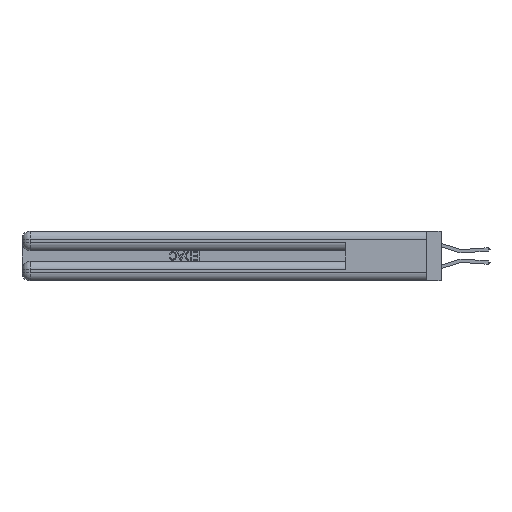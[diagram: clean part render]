
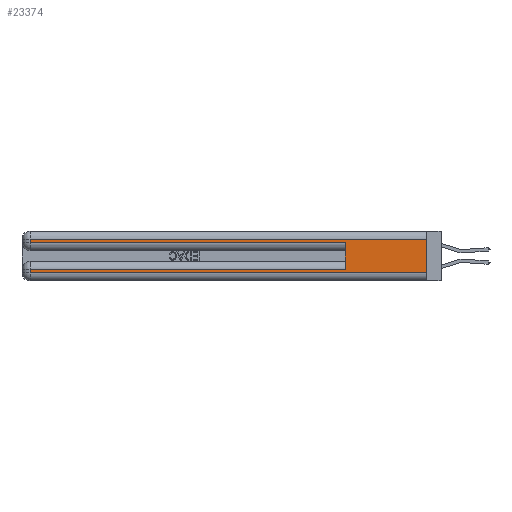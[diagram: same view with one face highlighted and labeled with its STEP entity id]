
A CAD part, left-side view. The second image highlights one B-rep face of the part: STEP entity #23374.
In plain terms, the highlighted planar face has unit normal (-1, 0, 0).
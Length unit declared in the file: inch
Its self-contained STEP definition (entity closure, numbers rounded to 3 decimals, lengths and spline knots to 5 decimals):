
#1080 = CARTESIAN_POINT ( 'NONE',  ( 0., 0., 0.06 ) ) ;
#1229 = ORIENTED_EDGE ( 'NONE', *, *, #44212, .T. ) ;
#2102 = EDGE_CURVE ( 'NONE', #29226, #9928, #19047, .T. ) ;
#2122 = VERTEX_POINT ( 'NONE', #20075 ) ;
#2391 = LINE ( 'NONE', #25560, #28930 ) ;
#3342 = PLANE ( 'NONE',  #34670 ) ;
#4764 = LINE ( 'NONE', #12226, #13869 ) ;
#6626 = ORIENTED_EDGE ( 'NONE', *, *, #35237, .T. ) ;
#7111 = DIRECTION ( 'NONE',  ( 1., 0., 0. ) ) ;
#9317 = VERTEX_POINT ( 'NONE', #30295 ) ;
#9439 = CARTESIAN_POINT ( 'NONE',  ( 0., 0.6, 0.145 ) ) ;
#9928 = VERTEX_POINT ( 'NONE', #45308 ) ;
#10416 = VECTOR ( 'NONE', #27585, 39.37008 ) ;
#11091 = VECTOR ( 'NONE', #31873, 39.37008 ) ;
#11287 = EDGE_CURVE ( 'NONE', #9317, #39019, #46145, .T. ) ;
#12226 = CARTESIAN_POINT ( 'NONE',  ( 0., 0., 0.06 ) ) ;
#12747 = LINE ( 'NONE', #16603, #25740 ) ;
#13731 = DIRECTION ( 'NONE',  ( 0., 0., -1. ) ) ;
#13869 = VECTOR ( 'NONE', #42125, 39.37008 ) ;
#16603 = CARTESIAN_POINT ( 'NONE',  ( 0., 0., 0.085 ) ) ;
#17728 = CARTESIAN_POINT ( 'NONE',  ( 0., 0., 0.31 ) ) ;
#19014 = ORIENTED_EDGE ( 'NONE', *, *, #11287, .T. ) ;
#19047 = LINE ( 'NONE', #23484, #11091 ) ;
#20075 = CARTESIAN_POINT ( 'NONE',  ( 0., 0.6, 0.085 ) ) ;
#20079 = VECTOR ( 'NONE', #20471, 39.37008 ) ;
#20226 = DIRECTION ( 'NONE',  ( 0., 1., 0. ) ) ;
#20471 = DIRECTION ( 'NONE',  ( 0., 0., -1. ) ) ;
#21278 = ORIENTED_EDGE ( 'NONE', *, *, #42633, .F. ) ;
#21853 = EDGE_CURVE ( 'NONE', #28067, #29226, #25026, .T. ) ;
#23191 = ORIENTED_EDGE ( 'NONE', *, *, #21853, .T. ) ;
#23374 = ADVANCED_FACE ( 'NONE', ( #29569 ), #3342, .F. ) ;
#23484 = CARTESIAN_POINT ( 'NONE',  ( 0., 0., 0.285 ) ) ;
#25026 = LINE ( 'NONE', #36242, #25573 ) ;
#25560 = CARTESIAN_POINT ( 'NONE',  ( 0., 0., 0.31 ) ) ;
#25573 = VECTOR ( 'NONE', #32746, 39.37008 ) ;
#25740 = VECTOR ( 'NONE', #20226, 39.37008 ) ;
#27127 = CARTESIAN_POINT ( 'NONE',  ( 0., 2.94, 0.285 ) ) ;
#27585 = DIRECTION ( 'NONE',  ( 0., 0., 1. ) ) ;
#28067 = VERTEX_POINT ( 'NONE', #43559 ) ;
#28763 = CARTESIAN_POINT ( 'NONE',  ( 0., 0., 0.37 ) ) ;
#28930 = VECTOR ( 'NONE', #32970, 39.37008 ) ;
#29157 = LINE ( 'NONE', #31206, #20079 ) ;
#29226 = VERTEX_POINT ( 'NONE', #27127 ) ;
#29569 = FACE_OUTER_BOUND ( 'NONE', #42859, .T. ) ;
#30295 = CARTESIAN_POINT ( 'NONE',  ( 0., 2.94, 0.085 ) ) ;
#31206 = CARTESIAN_POINT ( 'NONE',  ( 0., 0., 0.37 ) ) ;
#31293 = VERTEX_POINT ( 'NONE', #1080 ) ;
#31357 = LINE ( 'NONE', #9439, #10416 ) ;
#31873 = DIRECTION ( 'NONE',  ( 0., -1., 0. ) ) ;
#32540 = DIRECTION ( 'NONE',  ( 0., 0., -1. ) ) ;
#32746 = DIRECTION ( 'NONE',  ( 0., 0., -1. ) ) ;
#32793 = EDGE_CURVE ( 'NONE', #2122, #9317, #12747, .T. ) ;
#32970 = DIRECTION ( 'NONE',  ( 0., 1., 0. ) ) ;
#34088 = ORIENTED_EDGE ( 'NONE', *, *, #32793, .T. ) ;
#34670 = AXIS2_PLACEMENT_3D ( 'NONE', #28763, #7111, #32540 ) ;
#35237 = EDGE_CURVE ( 'NONE', #39019, #31293, #4764, .T. ) ;
#36242 = CARTESIAN_POINT ( 'NONE',  ( 0., 2.94, 0.37 ) ) ;
#37621 = ORIENTED_EDGE ( 'NONE', *, *, #2102, .T. ) ;
#39019 = VERTEX_POINT ( 'NONE', #43284 ) ;
#41245 = EDGE_CURVE ( 'NONE', #45630, #31293, #29157, .T. ) ;
#42125 = DIRECTION ( 'NONE',  ( 0., -1., 0. ) ) ;
#42190 = VECTOR ( 'NONE', #13731, 39.37008 ) ;
#42538 = CARTESIAN_POINT ( 'NONE',  ( 0., 2.94, 0.37 ) ) ;
#42633 = EDGE_CURVE ( 'NONE', #2122, #9928, #31357, .T. ) ;
#42859 = EDGE_LOOP ( 'NONE', ( #45157, #1229, #23191, #37621, #21278, #34088, #19014, #6626 ) ) ;
#43284 = CARTESIAN_POINT ( 'NONE',  ( 0., 2.94, 0.06 ) ) ;
#43559 = CARTESIAN_POINT ( 'NONE',  ( 0., 2.94, 0.31 ) ) ;
#44212 = EDGE_CURVE ( 'NONE', #45630, #28067, #2391, .T. ) ;
#45157 = ORIENTED_EDGE ( 'NONE', *, *, #41245, .F. ) ;
#45308 = CARTESIAN_POINT ( 'NONE',  ( 0., 0.6, 0.285 ) ) ;
#45630 = VERTEX_POINT ( 'NONE', #17728 ) ;
#46145 = LINE ( 'NONE', #42538, #42190 ) ;
